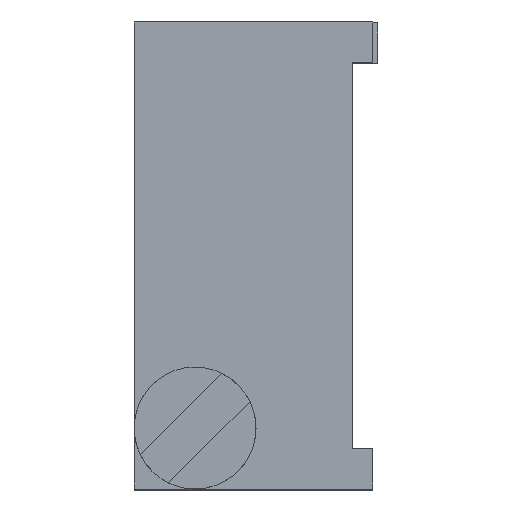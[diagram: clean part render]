
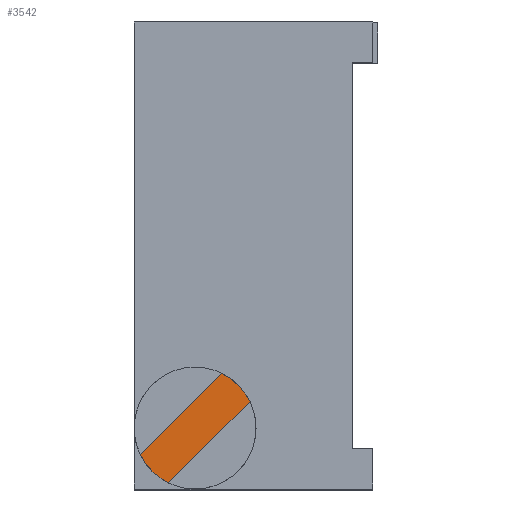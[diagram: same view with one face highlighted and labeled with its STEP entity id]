
A CAD part, top view. The second image highlights one B-rep face of the part: STEP entity #3542.
In plain terms, the highlighted planar face has unit normal (0, 0, 1).
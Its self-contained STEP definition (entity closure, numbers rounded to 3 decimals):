
#795 = CYLINDRICAL_SURFACE('',#796,1.2);
#796 = AXIS2_PLACEMENT_3D('',#797,#798,#799);
#797 = CARTESIAN_POINT('',(-1.2,-3.4,12.042));
#798 = DIRECTION('',(0.,0.,-1.));
#799 = DIRECTION('',(0.,1.,0.));
#879 = CYLINDRICAL_SURFACE('',#880,1.2);
#880 = AXIS2_PLACEMENT_3D('',#881,#882,#883);
#881 = CARTESIAN_POINT('',(-1.2,-3.4,12.042));
#882 = DIRECTION('',(0.,0.,-1.));
#883 = DIRECTION('',(0.,1.,0.));
#1087 = VERTEX_POINT('',#1088);
#1088 = CARTESIAN_POINT('',(-0.683,-2.317,
    11.242));
#1124 = PLANE('',#1125);
#1125 = AXIS2_PLACEMENT_3D('',#1126,#1127,#1128);
#1126 = CARTESIAN_POINT('',(-0.683,-2.317,
    11.242));
#1127 = DIRECTION('',(-0.707,0.707,0.
    ));
#1128 = DIRECTION('',(0.707,0.707,0.)
  );
#1136 = EDGE_CURVE('',#1137,#1087,#1139,.T.);
#1137 = VERTEX_POINT('',#1138);
#1138 = CARTESIAN_POINT('',(-0.117,-2.883,
    11.242));
#1139 = SURFACE_CURVE('',#1140,(#1145,#1174),.PCURVE_S1.);
#1140 = CIRCLE('',#1141,1.2);
#1141 = AXIS2_PLACEMENT_3D('',#1142,#1143,#1144);
#1142 = CARTESIAN_POINT('',(-1.2,-3.4,11.242));
#1143 = DIRECTION('',(0.,0.,1.));
#1144 = DIRECTION('',(0.,-1.,0.));
#1145 = PCURVE('',#795,#1146);
#1146 = DEFINITIONAL_REPRESENTATION('',(#1147),#1173);
#1147 = B_SPLINE_CURVE_WITH_KNOTS('',3,(#1148,#1149,#1150,#1151,#1152,
    #1153,#1154,#1155,#1156,#1157,#1158,#1159,#1160,#1161,#1162,#1163,
    #1164,#1165,#1166,#1167,#1168,#1169,#1170,#1171,#1172),
  .UNSPECIFIED.,.F.,.F.,(4,1,1,1,1,1,1,1,1,1,1,1,1,1,1,1,1,1,1,1,1,1,4),
  (2.016,2.047,2.078,2.109,
    2.14,2.171,2.202,2.233,
    2.264,2.294,2.325,2.356,
    2.387,2.418,2.449,2.48,
    2.511,2.542,2.572,2.603,
    2.634,2.665,2.696),.UNSPECIFIED.);
#1148 = CARTESIAN_POINT('',(1.125,0.8));
#1149 = CARTESIAN_POINT('',(1.115,0.8));
#1150 = CARTESIAN_POINT('',(1.094,0.8));
#1151 = CARTESIAN_POINT('',(1.063,0.8));
#1152 = CARTESIAN_POINT('',(1.033,0.8));
#1153 = CARTESIAN_POINT('',(1.002,0.8));
#1154 = CARTESIAN_POINT('',(0.971,0.8));
#1155 = CARTESIAN_POINT('',(0.94,0.8));
#1156 = CARTESIAN_POINT('',(0.909,0.8));
#1157 = CARTESIAN_POINT('',(0.878,0.8));
#1158 = CARTESIAN_POINT('',(0.847,0.8));
#1159 = CARTESIAN_POINT('',(0.816,0.8));
#1160 = CARTESIAN_POINT('',(0.785,0.8));
#1161 = CARTESIAN_POINT('',(0.755,0.8));
#1162 = CARTESIAN_POINT('',(0.724,0.8));
#1163 = CARTESIAN_POINT('',(0.693,0.8));
#1164 = CARTESIAN_POINT('',(0.662,0.8));
#1165 = CARTESIAN_POINT('',(0.631,0.8));
#1166 = CARTESIAN_POINT('',(0.6,0.8));
#1167 = CARTESIAN_POINT('',(0.569,0.8));
#1168 = CARTESIAN_POINT('',(0.538,0.8));
#1169 = CARTESIAN_POINT('',(0.507,0.8));
#1170 = CARTESIAN_POINT('',(0.476,0.8));
#1171 = CARTESIAN_POINT('',(0.456,0.8));
#1172 = CARTESIAN_POINT('',(0.446,0.8));
#1173 = ( GEOMETRIC_REPRESENTATION_CONTEXT(2) 
PARAMETRIC_REPRESENTATION_CONTEXT() REPRESENTATION_CONTEXT('2D SPACE',''
  ) );
#1174 = PCURVE('',#1175,#1180);
#1175 = PLANE('',#1176);
#1176 = AXIS2_PLACEMENT_3D('',#1177,#1178,#1179);
#1177 = CARTESIAN_POINT('',(-1.2,-3.4,11.242));
#1178 = DIRECTION('',(0.,0.,1.));
#1179 = DIRECTION('',(0.,-1.,0.));
#1180 = DEFINITIONAL_REPRESENTATION('',(#1181),#1185);
#1181 = CIRCLE('',#1182,1.2);
#1182 = AXIS2_PLACEMENT_2D('',#1183,#1184);
#1183 = CARTESIAN_POINT('',(0.,0.));
#1184 = DIRECTION('',(1.,0.));
#1185 = ( GEOMETRIC_REPRESENTATION_CONTEXT(2) 
PARAMETRIC_REPRESENTATION_CONTEXT() REPRESENTATION_CONTEXT('2D SPACE',''
  ) );
#1223 = PLANE('',#1224);
#1224 = AXIS2_PLACEMENT_3D('',#1225,#1226,#1227);
#1225 = CARTESIAN_POINT('',(-0.117,-2.883,
    11.242));
#1226 = DIRECTION('',(0.707,-0.707,0.)
  );
#1227 = DIRECTION('',(-0.707,-0.707,
    0.));
#3281 = VERTEX_POINT('',#3282);
#3282 = CARTESIAN_POINT('',(-1.717,-4.483,
    11.242));
#3325 = EDGE_CURVE('',#3326,#3281,#3328,.T.);
#3326 = VERTEX_POINT('',#3327);
#3327 = CARTESIAN_POINT('',(-2.283,-3.917,
    11.242));
#3328 = SURFACE_CURVE('',#3329,(#3334,#3363),.PCURVE_S1.);
#3329 = CIRCLE('',#3330,1.2);
#3330 = AXIS2_PLACEMENT_3D('',#3331,#3332,#3333);
#3331 = CARTESIAN_POINT('',(-1.2,-3.4,11.242));
#3332 = DIRECTION('',(0.,0.,1.));
#3333 = DIRECTION('',(0.,-1.,0.));
#3334 = PCURVE('',#879,#3335);
#3335 = DEFINITIONAL_REPRESENTATION('',(#3336),#3362);
#3336 = B_SPLINE_CURVE_WITH_KNOTS('',3,(#3337,#3338,#3339,#3340,#3341,
    #3342,#3343,#3344,#3345,#3346,#3347,#3348,#3349,#3350,#3351,#3352,
    #3353,#3354,#3355,#3356,#3357,#3358,#3359,#3360,#3361),
  .UNSPECIFIED.,.F.,.F.,(4,1,1,1,1,1,1,1,1,1,1,1,1,1,1,1,1,1,1,1,1,1,4),
  (5.158,5.189,5.22,5.251,
    5.282,5.312,5.343,5.374,
    5.405,5.436,5.467,5.498,
    5.529,5.56,5.59,5.621,
    5.652,5.683,5.714,5.745,
    5.776,5.807,5.838),.UNSPECIFIED.);
#3337 = CARTESIAN_POINT('',(4.267,0.8));
#3338 = CARTESIAN_POINT('',(4.257,0.8));
#3339 = CARTESIAN_POINT('',(4.236,0.8));
#3340 = CARTESIAN_POINT('',(4.205,0.8));
#3341 = CARTESIAN_POINT('',(4.174,0.8));
#3342 = CARTESIAN_POINT('',(4.143,0.8));
#3343 = CARTESIAN_POINT('',(4.112,0.8));
#3344 = CARTESIAN_POINT('',(4.081,0.8));
#3345 = CARTESIAN_POINT('',(4.051,0.8));
#3346 = CARTESIAN_POINT('',(4.02,0.8));
#3347 = CARTESIAN_POINT('',(3.989,0.8));
#3348 = CARTESIAN_POINT('',(3.958,0.8));
#3349 = CARTESIAN_POINT('',(3.927,0.8));
#3350 = CARTESIAN_POINT('',(3.896,0.8));
#3351 = CARTESIAN_POINT('',(3.865,0.8));
#3352 = CARTESIAN_POINT('',(3.834,0.8));
#3353 = CARTESIAN_POINT('',(3.803,0.8));
#3354 = CARTESIAN_POINT('',(3.773,0.8));
#3355 = CARTESIAN_POINT('',(3.742,0.8));
#3356 = CARTESIAN_POINT('',(3.711,0.8));
#3357 = CARTESIAN_POINT('',(3.68,0.8));
#3358 = CARTESIAN_POINT('',(3.649,0.8));
#3359 = CARTESIAN_POINT('',(3.618,0.8));
#3360 = CARTESIAN_POINT('',(3.597,0.8));
#3361 = CARTESIAN_POINT('',(3.587,0.8));
#3362 = ( GEOMETRIC_REPRESENTATION_CONTEXT(2) 
PARAMETRIC_REPRESENTATION_CONTEXT() REPRESENTATION_CONTEXT('2D SPACE',''
  ) );
#3363 = PCURVE('',#1175,#3364);
#3364 = DEFINITIONAL_REPRESENTATION('',(#3365),#3369);
#3365 = CIRCLE('',#3366,1.2);
#3366 = AXIS2_PLACEMENT_2D('',#3367,#3368);
#3367 = CARTESIAN_POINT('',(0.,0.));
#3368 = DIRECTION('',(1.,0.));
#3369 = ( GEOMETRIC_REPRESENTATION_CONTEXT(2) 
PARAMETRIC_REPRESENTATION_CONTEXT() REPRESENTATION_CONTEXT('2D SPACE',''
  ) );
#3494 = EDGE_CURVE('',#3281,#1137,#3495,.T.);
#3495 = SURFACE_CURVE('',#3496,(#3500,#3507),.PCURVE_S1.);
#3496 = LINE('',#3497,#3498);
#3497 = CARTESIAN_POINT('',(-0.117,-2.883,
    11.242));
#3498 = VECTOR('',#3499,1.);
#3499 = DIRECTION('',(0.707,0.707,0.)
  );
#3500 = PCURVE('',#1223,#3501);
#3501 = DEFINITIONAL_REPRESENTATION('',(#3502),#3506);
#3502 = LINE('',#3503,#3504);
#3503 = CARTESIAN_POINT('',(0.,0.));
#3504 = VECTOR('',#3505,1.);
#3505 = DIRECTION('',(-1.,0.));
#3506 = ( GEOMETRIC_REPRESENTATION_CONTEXT(2) 
PARAMETRIC_REPRESENTATION_CONTEXT() REPRESENTATION_CONTEXT('2D SPACE',''
  ) );
#3507 = PCURVE('',#1175,#3508);
#3508 = DEFINITIONAL_REPRESENTATION('',(#3509),#3513);
#3509 = LINE('',#3510,#3511);
#3510 = CARTESIAN_POINT('',(-0.517,1.083));
#3511 = VECTOR('',#3512,1.);
#3512 = DIRECTION('',(-0.707,0.707));
#3513 = ( GEOMETRIC_REPRESENTATION_CONTEXT(2) 
PARAMETRIC_REPRESENTATION_CONTEXT() REPRESENTATION_CONTEXT('2D SPACE',''
  ) );
#3521 = EDGE_CURVE('',#1087,#3326,#3522,.T.);
#3522 = SURFACE_CURVE('',#3523,(#3527,#3534),.PCURVE_S1.);
#3523 = LINE('',#3524,#3525);
#3524 = CARTESIAN_POINT('',(-0.683,-2.317,
    11.242));
#3525 = VECTOR('',#3526,1.);
#3526 = DIRECTION('',(-0.707,-0.707,
    0.));
#3527 = PCURVE('',#1124,#3528);
#3528 = DEFINITIONAL_REPRESENTATION('',(#3529),#3533);
#3529 = LINE('',#3530,#3531);
#3530 = CARTESIAN_POINT('',(0.,0.));
#3531 = VECTOR('',#3532,1.);
#3532 = DIRECTION('',(-1.,0.));
#3533 = ( GEOMETRIC_REPRESENTATION_CONTEXT(2) 
PARAMETRIC_REPRESENTATION_CONTEXT() REPRESENTATION_CONTEXT('2D SPACE',''
  ) );
#3534 = PCURVE('',#1175,#3535);
#3535 = DEFINITIONAL_REPRESENTATION('',(#3536),#3540);
#3536 = LINE('',#3537,#3538);
#3537 = CARTESIAN_POINT('',(-1.083,0.517));
#3538 = VECTOR('',#3539,1.);
#3539 = DIRECTION('',(0.707,-0.707));
#3540 = ( GEOMETRIC_REPRESENTATION_CONTEXT(2) 
PARAMETRIC_REPRESENTATION_CONTEXT() REPRESENTATION_CONTEXT('2D SPACE',''
  ) );
#3542 = ADVANCED_FACE('',(#3543),#1175,.T.);
#3543 = FACE_BOUND('',#3544,.T.);
#3544 = EDGE_LOOP('',(#3545,#3546,#3547,#3548));
#3545 = ORIENTED_EDGE('',*,*,#1136,.T.);
#3546 = ORIENTED_EDGE('',*,*,#3521,.T.);
#3547 = ORIENTED_EDGE('',*,*,#3325,.T.);
#3548 = ORIENTED_EDGE('',*,*,#3494,.T.);
